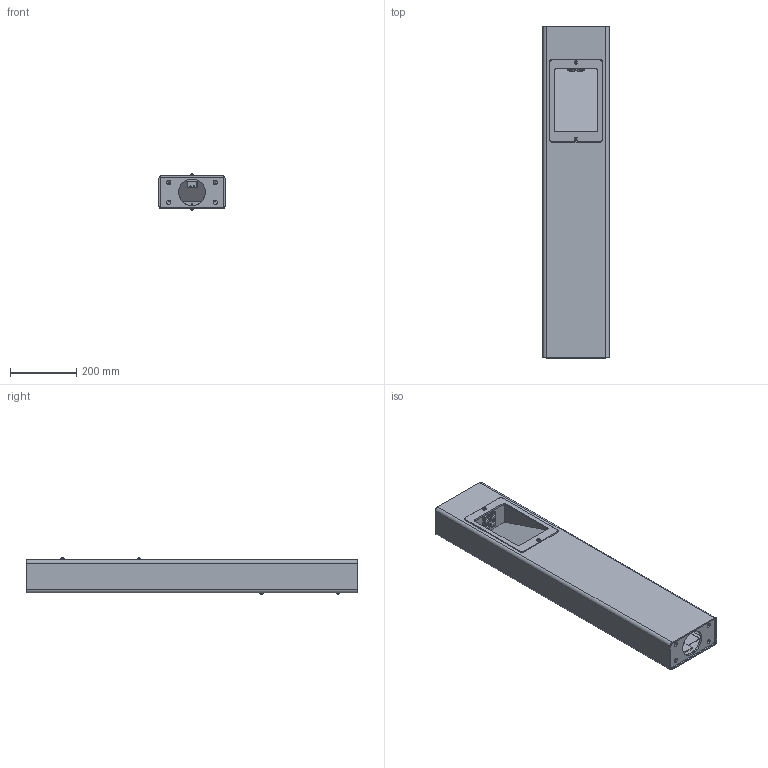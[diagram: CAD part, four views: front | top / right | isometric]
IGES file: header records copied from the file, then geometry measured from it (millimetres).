
Start section: SolidWorks IGES file using analytic representation for surfaces
Global section: file name: stella-1-1(10)-çäôà-ö+ïî.IGS; native system: SolidWorks 2020; preprocessor: SolidWorks 2020; author: Åêàòåðèíà; date: 210713.141446; units: millimetre
Bounding box: 200 x 1000 x 108.6 mm (x, y, z)
Surface area: 1370469.4 mm2 (no closed solid volume)
Topology: 0 solids, 0 shells, 1374 faces, 13494 edges, 13460 vertices
Faces by surface type: bspline 802, revolution 572
